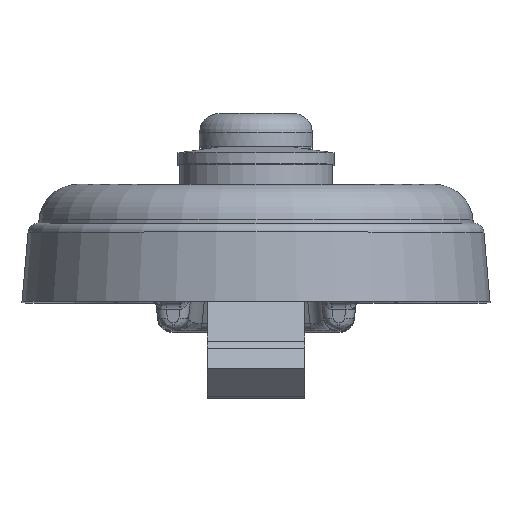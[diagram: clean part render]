
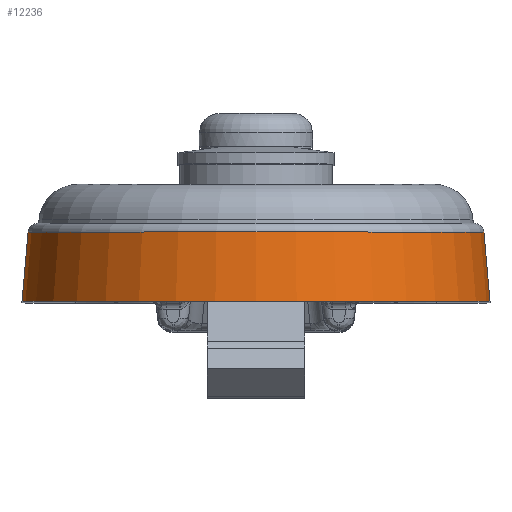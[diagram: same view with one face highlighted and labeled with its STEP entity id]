
A CAD part, top view. The second image highlights one B-rep face of the part: STEP entity #12236.
In plain terms, the highlighted conical face has half-angle 5 degrees and reference radius 19.05 mm.
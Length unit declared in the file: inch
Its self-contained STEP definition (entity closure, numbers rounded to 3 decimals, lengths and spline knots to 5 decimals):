
#78=CONICAL_SURFACE('',#13168,0.75,0.087);
#311=CIRCLE('',#12836,0.75);
#445=CIRCLE('',#13159,0.73062);
#1816=FACE_OUTER_BOUND('',#2575,.T.);
#2575=EDGE_LOOP('',(#11033,#11034,#11035,#11036));
#3673=LINE('',#23279,#4758);
#3675=LINE('',#23282,#4760);
#4758=VECTOR('',#15855,0.3937);
#4760=VECTOR('',#15859,0.3937);
#5696=VERTEX_POINT('',#21119);
#5697=VERTEX_POINT('',#21121);
#5880=VERTEX_POINT('',#23255);
#5883=VERTEX_POINT('',#23260);
#7255=EDGE_CURVE('',#5697,#5696,#311,.T.);
#7604=EDGE_CURVE('',#5883,#5880,#445,.T.);
#7613=EDGE_CURVE('',#5696,#5880,#3673,.T.);
#7615=EDGE_CURVE('',#5697,#5883,#3675,.T.);
#11033=ORIENTED_EDGE('',*,*,#7604,.F.);
#11034=ORIENTED_EDGE('',*,*,#7615,.F.);
#11035=ORIENTED_EDGE('',*,*,#7255,.T.);
#11036=ORIENTED_EDGE('',*,*,#7613,.T.);
#12236=ADVANCED_FACE('',(#1816),#78,.T.);
#12836=AXIS2_PLACEMENT_3D('',#21122,#15070,#15071);
#13159=AXIS2_PLACEMENT_3D('',#23262,#15833,#15834);
#13168=AXIS2_PLACEMENT_3D('',#23281,#15857,#15858);
#15070=DIRECTION('center_axis',(0.,1.,0.));
#15071=DIRECTION('ref_axis',(0.,0.,-1.));
#15833=DIRECTION('center_axis',(0.,1.,0.));
#15834=DIRECTION('ref_axis',(-1.,0.,0.));
#15855=DIRECTION('',(0.,0.996,-0.087));
#15857=DIRECTION('center_axis',(0.,-1.,0.));
#15858=DIRECTION('ref_axis',(0.,0.,-1.));
#15859=DIRECTION('',(0.,0.996,0.087));
#21119=CARTESIAN_POINT('',(-1.375,0.,0.75));
#21121=CARTESIAN_POINT('',(-1.375,0.,-0.75));
#21122=CARTESIAN_POINT('Origin',(-1.375,0.,0.));
#23255=CARTESIAN_POINT('',(-1.375,0.22147,0.73062));
#23260=CARTESIAN_POINT('',(-1.375,0.22147,-0.73062));
#23262=CARTESIAN_POINT('Origin',(-1.375,0.22147,0.));
#23279=CARTESIAN_POINT('',(-1.375,0.,0.75));
#23281=CARTESIAN_POINT('Origin',(-1.375,0.,0.));
#23282=CARTESIAN_POINT('',(-1.375,0.,-0.75));
